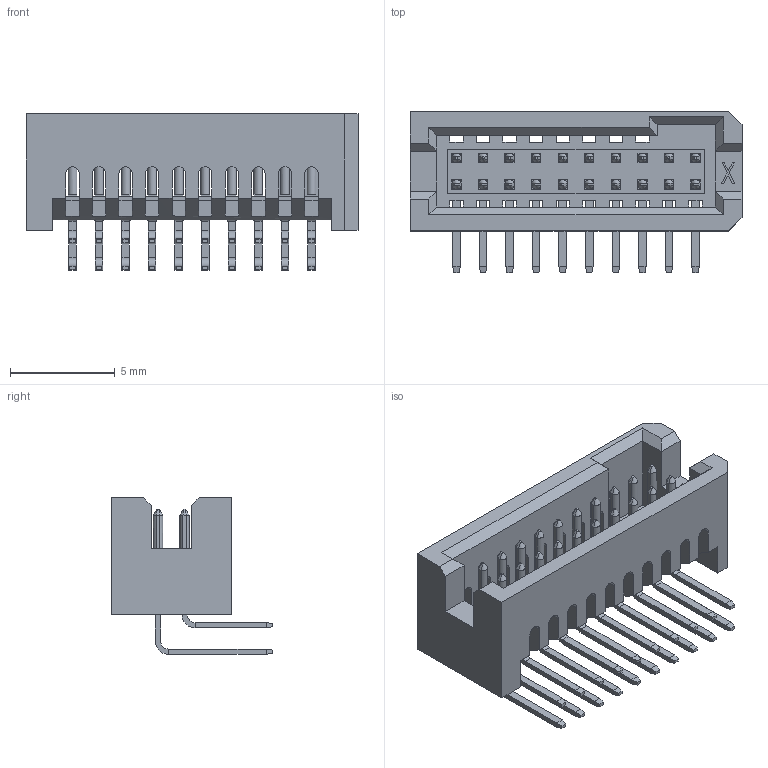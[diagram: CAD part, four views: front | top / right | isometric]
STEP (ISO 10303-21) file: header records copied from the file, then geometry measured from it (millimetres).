
FILE_DESCRIPTION( ('This file contains a STEP AP42 implementation' ,'as created by ZW3D STEP Interface translator.') ,'2;1' );
FILE_NAME( '3601-P020-A11RXXR01.stp' ,'24 413.155833', (''), ('ZWCAD Software Co.'), 'Version 1.0', 'ZW3D to STEP translator', '' );
FILE_SCHEMA(('AUTOMOTIVE_DESIGN { 1 0 10303 214 1 1 1 1 }'));
Length unit declared in the file: millimetre
Products named in the file (2): 0; 3601-P020-A11RXXR01
Bounding box: 15.88 x 7.7 x 7.49 mm (x, y, z)
Volume: 230.4 mm3; surface area: 827 mm2
Topology: 1 solids, 5 shells, 982 faces, 2423 edges, 1464 vertices
Faces by surface type: plane 716, cylinder 186, bspline 80
Full cylindrical faces by diameter (mm): 0.5 x2
Entity records: 30735 total; most frequent: CARTESIAN_POINT 7254, ORIENTED_EDGE 4846, DIRECTION 4277, EDGE_CURVE 2423, VECTOR 1875, LINE 1875, VERTEX_POINT 1464, AXIS2_PLACEMENT_3D 1201
